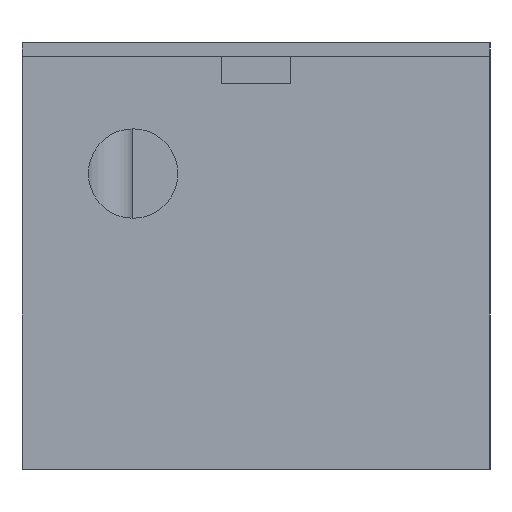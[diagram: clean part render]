
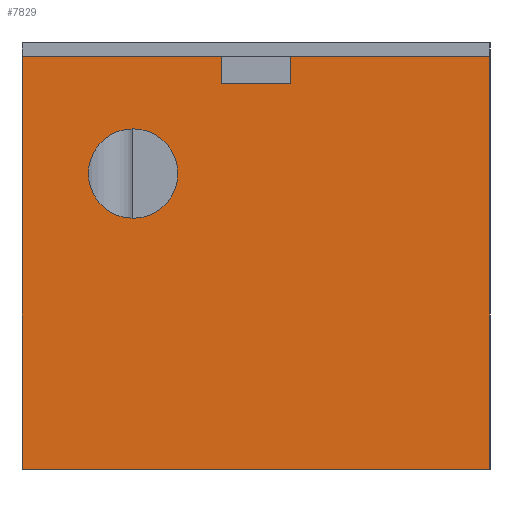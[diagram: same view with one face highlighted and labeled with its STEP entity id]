
A CAD part, left-side view. The second image highlights one B-rep face of the part: STEP entity #7829.
In plain terms, the highlighted planar face has unit normal (-1, 0, 0).
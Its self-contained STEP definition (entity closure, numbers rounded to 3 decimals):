
#21=FACE_BOUND('',#935,.T.);
#156=PLANE('',#8245);
#535=FACE_OUTER_BOUND('',#934,.T.);
#934=EDGE_LOOP('',(#5570,#5571,#5572,#5573,#5574,#5575,#5576,#5577));
#935=EDGE_LOOP('',(#5578));
#1462=LINE('',#10651,#2551);
#1466=LINE('',#10659,#2555);
#1469=LINE('',#10665,#2558);
#1472=LINE('',#10671,#2561);
#1473=LINE('',#10673,#2562);
#1474=LINE('',#10675,#2563);
#1475=LINE('',#10677,#2564);
#1476=LINE('',#10678,#2565);
#2551=VECTOR('',#8687,10.);
#2555=VECTOR('',#8693,10.);
#2558=VECTOR('',#8698,10.);
#2561=VECTOR('',#8703,10.);
#2562=VECTOR('',#8704,10.);
#2563=VECTOR('',#8705,10.);
#2564=VECTOR('',#8706,10.);
#2565=VECTOR('',#8707,10.);
#3639=CIRCLE('',#8240,3.25);
#3677=VERTEX_POINT('',#10643);
#3679=VERTEX_POINT('',#10649);
#3680=VERTEX_POINT('',#10650);
#3683=VERTEX_POINT('',#10658);
#3685=VERTEX_POINT('',#10664);
#3687=VERTEX_POINT('',#10670);
#3688=VERTEX_POINT('',#10672);
#3689=VERTEX_POINT('',#10674);
#3690=VERTEX_POINT('',#10676);
#4427=EDGE_CURVE('',#3677,#3677,#3639,.T.);
#4430=EDGE_CURVE('',#3679,#3680,#1462,.T.);
#4434=EDGE_CURVE('',#3683,#3679,#1466,.T.);
#4437=EDGE_CURVE('',#3685,#3683,#1469,.T.);
#4440=EDGE_CURVE('',#3687,#3680,#1472,.T.);
#4441=EDGE_CURVE('',#3687,#3688,#1473,.T.);
#4442=EDGE_CURVE('',#3689,#3688,#1474,.T.);
#4443=EDGE_CURVE('',#3690,#3689,#1475,.T.);
#4444=EDGE_CURVE('',#3685,#3690,#1476,.T.);
#5570=ORIENTED_EDGE('',*,*,#4437,.T.);
#5571=ORIENTED_EDGE('',*,*,#4434,.T.);
#5572=ORIENTED_EDGE('',*,*,#4430,.T.);
#5573=ORIENTED_EDGE('',*,*,#4440,.F.);
#5574=ORIENTED_EDGE('',*,*,#4441,.T.);
#5575=ORIENTED_EDGE('',*,*,#4442,.F.);
#5576=ORIENTED_EDGE('',*,*,#4443,.F.);
#5577=ORIENTED_EDGE('',*,*,#4444,.F.);
#5578=ORIENTED_EDGE('',*,*,#4427,.T.);
#7829=ADVANCED_FACE('',(#535,#21),#156,.F.);
#8240=AXIS2_PLACEMENT_3D('',#10644,#8680,#8681);
#8245=AXIS2_PLACEMENT_3D('',#10669,#8701,#8702);
#8680=DIRECTION('center_axis',(1.,0.,0.));
#8681=DIRECTION('ref_axis',(0.,-1.,0.));
#8687=DIRECTION('',(0.,0.,1.));
#8693=DIRECTION('',(0.,1.,0.));
#8698=DIRECTION('',(0.,0.,-1.));
#8701=DIRECTION('center_axis',(1.,0.,0.));
#8702=DIRECTION('ref_axis',(0.,0.,1.));
#8703=DIRECTION('',(0.,-1.,0.));
#8704=DIRECTION('',(0.,0.,-1.));
#8705=DIRECTION('',(0.,1.,0.));
#8706=DIRECTION('',(0.,0.,-1.));
#8707=DIRECTION('',(0.,-1.,0.));
#10643=CARTESIAN_POINT('',(-34.5,12.176,21.49));
#10644=CARTESIAN_POINT('Origin',(-34.5,8.926,21.49));
#10649=CARTESIAN_POINT('',(-34.5,2.5,28.));
#10650=CARTESIAN_POINT('',(-34.5,2.5,30.));
#10651=CARTESIAN_POINT('',(-34.5,2.5,21.5));
#10658=CARTESIAN_POINT('',(-34.5,-2.5,28.));
#10659=CARTESIAN_POINT('',(-34.5,-1.25,28.));
#10664=CARTESIAN_POINT('',(-34.5,-2.5,30.));
#10665=CARTESIAN_POINT('',(-34.5,-2.5,22.5));
#10669=CARTESIAN_POINT('Origin',(-34.5,0.,15.));
#10670=CARTESIAN_POINT('',(-34.5,17.,30.));
#10671=CARTESIAN_POINT('',(-34.5,0.,30.));
#10672=CARTESIAN_POINT('',(-34.5,17.,0.));
#10673=CARTESIAN_POINT('',(-34.5,17.,15.));
#10674=CARTESIAN_POINT('',(-34.5,-17.,0.));
#10675=CARTESIAN_POINT('',(-34.5,0.,0.));
#10676=CARTESIAN_POINT('',(-34.5,-17.,30.));
#10677=CARTESIAN_POINT('',(-34.5,-17.,15.));
#10678=CARTESIAN_POINT('',(-34.5,0.,30.));
